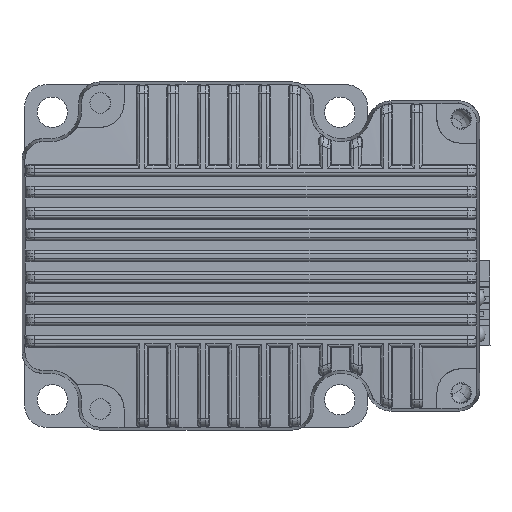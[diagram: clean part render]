
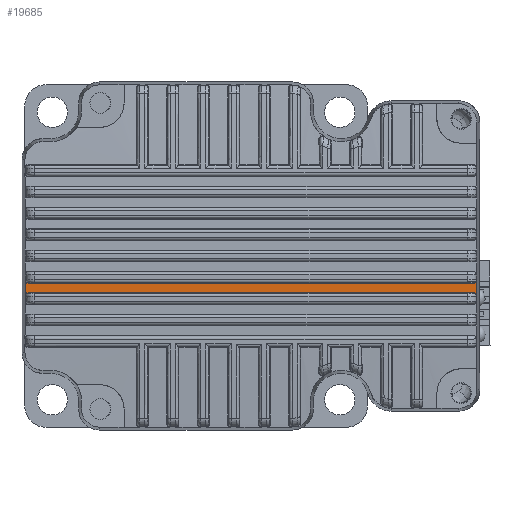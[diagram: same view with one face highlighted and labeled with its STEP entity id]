
A CAD part, front view. The second image highlights one B-rep face of the part: STEP entity #19685.
In plain terms, the highlighted cylindrical face has radius 272.359 mm (diameter 544.717 mm), a partial arc.
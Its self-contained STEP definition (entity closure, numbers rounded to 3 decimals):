
#363 = CARTESIAN_POINT ( 'NONE',  ( -16.712, -108.084, 55.541 ) ) ;
#572 = CARTESIAN_POINT ( 'NONE',  ( 56.886, -108.122, 57.6 ) ) ;
#698 = CARTESIAN_POINT ( 'NONE',  ( 56.386, -108.114, 57.1 ) ) ;
#976 = ORIENTED_EDGE ( 'NONE', *, *, #21928, .T. ) ;
#1238 = VECTOR ( 'NONE', #3648, 1000. ) ;
#1796 = CARTESIAN_POINT ( 'NONE',  ( -16.844, -108.084, 55.541 ) ) ;
#2178 = ORIENTED_EDGE ( 'NONE', *, *, #23891, .T. ) ;
#2216 = CARTESIAN_POINT ( 'NONE',  ( -17.211, -108.12, 57.468 ) ) ;
#2468 = VERTEX_POINT ( 'NONE', #21165 ) ;
#2766 = VERTEX_POINT ( 'NONE', #6844 ) ;
#3588 = CARTESIAN_POINT ( 'NONE',  ( -17.211, -108.122, 57.6 ) ) ;
#3648 = DIRECTION ( 'NONE',  ( -1., 0., 0. ) ) ;
#3819 = B_SPLINE_CURVE_WITH_KNOTS ( 'NONE', 3,
 ( #33852, #13689, #36738, #19509, #2216, #22389 ),
 .UNSPECIFIED., .F., .F.,
 ( 4, 2, 4 ),
 ( 0., 0., 0.001 ),
 .UNSPECIFIED. ) ;
#3835 = CARTESIAN_POINT ( 'NONE',  ( 56.886, -108.073, 55.042 ) ) ;
#4050 = CARTESIAN_POINT ( 'NONE',  ( -16.711, -108.114, 57.1 ) ) ;
#5307 = VECTOR ( 'NONE', #18671, 1000. ) ;
#6212 = LINE ( 'NONE', #15743, #5307 ) ;
#6844 = CARTESIAN_POINT ( 'NONE',  ( 56.386, -108.084, 55.541 ) ) ;
#6877 = VERTEX_POINT ( 'NONE', #3588 ) ;
#7539 =( BOUNDED_CURVE ( )  B_SPLINE_CURVE ( 3, ( #32116, #12325, #35411, #18158 ),
 .UNSPECIFIED., .F., .F. ) 
 B_SPLINE_CURVE_WITH_KNOTS ( ( 4, 4 ),
 ( 3.118, 3.127 ),
 .UNSPECIFIED. ) 
 CURVE ( )  GEOMETRIC_REPRESENTATION_ITEM ( )  RATIONAL_B_SPLINE_CURVE ( ( 1., 1., 1., 1. ) ) 
 REPRESENTATION_ITEM ( '' )  );
#9653 = CARTESIAN_POINT ( 'NONE',  ( 56.648, -108.083, 55.487 ) ) ;
#10429 = CARTESIAN_POINT ( 'NONE',  ( 184.931, 164.208, 61.57 ) ) ;
#11184 = B_SPLINE_CURVE_WITH_KNOTS ( 'NONE', 3,
 ( #572, #17839, #15069, #35230, #17964, #698 ),
 .UNSPECIFIED., .F., .F.,
 ( 4, 2, 4 ),
 ( 0., 0., 0.001 ),
 .UNSPECIFIED. ) ;
#11456 = VERTEX_POINT ( 'NONE', #30161 ) ;
#12058 = ORIENTED_EDGE ( 'NONE', *, *, #22471, .F. ) ;
#12325 = CARTESIAN_POINT ( 'NONE',  ( -17.211, -108.093, 55.894 ) ) ;
#12570 = CARTESIAN_POINT ( 'NONE',  ( 56.386, -108.084, 55.541 ) ) ;
#13260 = CARTESIAN_POINT ( 'NONE',  ( -17.212, -108.073, 55.042 ) ) ;
#13303 = VERTEX_POINT ( 'NONE', #31344 ) ;
#13689 = CARTESIAN_POINT ( 'NONE',  ( -16.843, -108.114, 57.1 ) ) ;
#14731 = EDGE_CURVE ( 'NONE', #2468, #21139, #11184, .T. ) ;
#15062 = EDGE_LOOP ( 'NONE', ( #18399, #2178, #17144, #31200, #12058, #36217, #976, #31497 ) ) ;
#15069 = CARTESIAN_POINT ( 'NONE',  ( 56.831, -108.118, 57.339 ) ) ;
#15227 = CARTESIAN_POINT ( 'NONE',  ( 184.931, -108.114, 57.1 ) ) ;
#15743 = CARTESIAN_POINT ( 'NONE',  ( 184.931, -108.084, 55.541 ) ) ;
#16144 = CARTESIAN_POINT ( 'NONE',  ( -17.212, -108.076, 55.174 ) ) ;
#16570 = LINE ( 'NONE', #15227, #1238 ) ;
#16875 = EDGE_CURVE ( 'NONE', #31957, #6877, #3819, .T. ) ;
#17144 = ORIENTED_EDGE ( 'NONE', *, *, #21495, .T. ) ;
#17839 = CARTESIAN_POINT ( 'NONE',  ( 56.886, -108.12, 57.468 ) ) ;
#17964 = CARTESIAN_POINT ( 'NONE',  ( 56.518, -108.114, 57.1 ) ) ;
#18158 = CARTESIAN_POINT ( 'NONE',  ( -17.211, -108.122, 57.6 ) ) ;
#18219 = CARTESIAN_POINT ( 'NONE',  ( 56.886, -108.122, 57.6 ) ) ;
#18399 = ORIENTED_EDGE ( 'NONE', *, *, #22980, .F. ) ;
#18671 = DIRECTION ( 'NONE',  ( 1., 0., 0. ) ) ;
#19087 = CARTESIAN_POINT ( 'NONE',  ( -16.973, -108.083, 55.487 ) ) ;
#19509 = CARTESIAN_POINT ( 'NONE',  ( -17.157, -108.118, 57.339 ) ) ;
#19685 = ADVANCED_FACE ( 'NONE', ( #29351 ), #21669, .T. ) ;
#21098 = CARTESIAN_POINT ( 'NONE',  ( 56.886, -108.093, 55.894 ) ) ;
#21139 = VERTEX_POINT ( 'NONE', #36221 ) ;
#21148 = CARTESIAN_POINT ( 'NONE',  ( 56.886, -108.073, 55.042 ) ) ;
#21165 = CARTESIAN_POINT ( 'NONE',  ( 56.886, -108.122, 57.6 ) ) ;
#21495 = EDGE_CURVE ( 'NONE', #28961, #2766, #6212, .T. ) ;
#21669 = CYLINDRICAL_SURFACE ( 'NONE', #24732, 272.359 ) ;
#21928 = EDGE_CURVE ( 'NONE', #21139, #31957, #16570, .T. ) ;
#21958 = CARTESIAN_POINT ( 'NONE',  ( -16.712, -108.084, 55.541 ) ) ;
#22389 = CARTESIAN_POINT ( 'NONE',  ( -17.211, -108.122, 57.6 ) ) ;
#22471 = EDGE_CURVE ( 'NONE', #2468, #11456, #35913, .T. ) ;
#22980 = EDGE_CURVE ( 'NONE', #13303, #6877, #7539, .T. ) ;
#23891 = EDGE_CURVE ( 'NONE', #13303, #28961, #32085, .T. ) ;
#24732 = AXIS2_PLACEMENT_3D ( 'NONE', #10429, #33521, #36416 ) ;
#26845 = CARTESIAN_POINT ( 'NONE',  ( 56.886, -108.076, 55.174 ) ) ;
#26957 = CARTESIAN_POINT ( 'NONE',  ( 56.832, -108.079, 55.303 ) ) ;
#28961 = VERTEX_POINT ( 'NONE', #363 ) ;
#29351 = FACE_OUTER_BOUND ( 'NONE', #15062, .T. ) ;
#29848 = CARTESIAN_POINT ( 'NONE',  ( 56.518, -108.084, 55.541 ) ) ;
#30161 = CARTESIAN_POINT ( 'NONE',  ( 56.886, -108.073, 55.042 ) ) ;
#30163 = EDGE_CURVE ( 'NONE', #11456, #2766, #30484, .T. ) ;
#30484 = B_SPLINE_CURVE_WITH_KNOTS ( 'NONE', 3,
 ( #21148, #26845, #26957, #9653, #29848, #12570 ),
 .UNSPECIFIED., .F., .F.,
 ( 4, 2, 4 ),
 ( 0., 0., 0.001 ),
 .UNSPECIFIED. ) ;
#31200 = ORIENTED_EDGE ( 'NONE', *, *, #30163, .F. ) ;
#31344 = CARTESIAN_POINT ( 'NONE',  ( -17.212, -108.073, 55.042 ) ) ;
#31497 = ORIENTED_EDGE ( 'NONE', *, *, #16875, .T. ) ;
#31957 = VERTEX_POINT ( 'NONE', #4050 ) ;
#32085 = B_SPLINE_CURVE_WITH_KNOTS ( 'NONE', 3,
 ( #13260, #16144, #36332, #19087, #1796, #21958 ),
 .UNSPECIFIED., .F., .F.,
 ( 4, 2, 4 ),
 ( 0., 0., 0.001 ),
 .UNSPECIFIED. ) ;
#32116 = CARTESIAN_POINT ( 'NONE',  ( -17.212, -108.073, 55.042 ) ) ;
#32573 = CARTESIAN_POINT ( 'NONE',  ( 56.886, -108.11, 56.747 ) ) ;
#33521 = DIRECTION ( 'NONE',  ( -1., 0., 0. ) ) ;
#33852 = CARTESIAN_POINT ( 'NONE',  ( -16.711, -108.114, 57.1 ) ) ;
#35230 = CARTESIAN_POINT ( 'NONE',  ( 56.647, -108.115, 57.154 ) ) ;
#35411 = CARTESIAN_POINT ( 'NONE',  ( -17.211, -108.11, 56.747 ) ) ;
#35913 =( BOUNDED_CURVE ( )  B_SPLINE_CURVE ( 3, ( #18219, #32573, #21098, #3835 ),
 .UNSPECIFIED., .F., .T. ) 
 B_SPLINE_CURVE_WITH_KNOTS ( ( 4, 4 ),
 ( 0.015, 0.024 ),
 .UNSPECIFIED. ) 
 CURVE ( )  GEOMETRIC_REPRESENTATION_ITEM ( )  RATIONAL_B_SPLINE_CURVE ( ( 1., 1., 1., 1. ) ) 
 REPRESENTATION_ITEM ( '' )  );
#36217 = ORIENTED_EDGE ( 'NONE', *, *, #14731, .T. ) ;
#36221 = CARTESIAN_POINT ( 'NONE',  ( 56.386, -108.114, 57.1 ) ) ;
#36332 = CARTESIAN_POINT ( 'NONE',  ( -17.158, -108.079, 55.303 ) ) ;
#36416 = DIRECTION ( 'NONE',  ( 0., 0., 1. ) ) ;
#36738 = CARTESIAN_POINT ( 'NONE',  ( -16.972, -108.115, 57.154 ) ) ;
